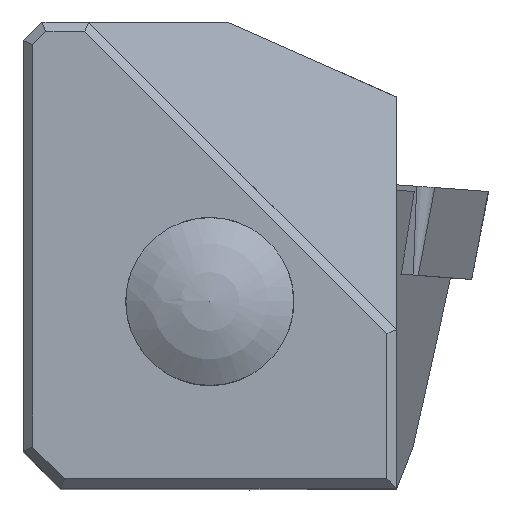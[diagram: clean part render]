
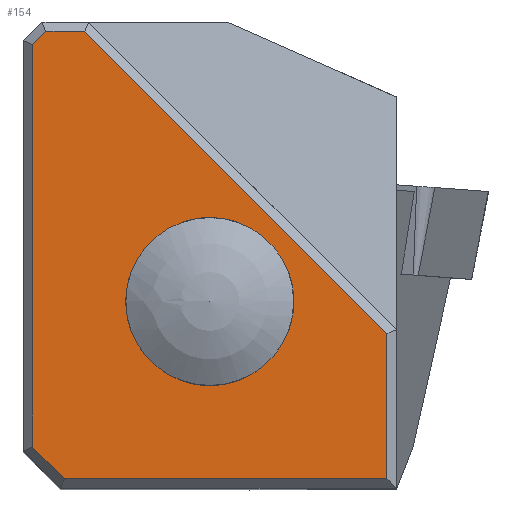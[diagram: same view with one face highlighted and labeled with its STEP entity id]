
A CAD part, top view. The second image highlights one B-rep face of the part: STEP entity #154.
In plain terms, the highlighted planar face has unit normal (0, 0, 1).
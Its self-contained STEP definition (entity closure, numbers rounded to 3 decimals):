
#87=CIRCLE('',#1085,2.1);
#106=FACE_BOUND('',#297,.T.);
#107=FACE_BOUND('',#298,.T.);
#154=ADVANCED_FACE('',(#106,#107),#212,.T.);
#212=PLANE('',#1086);
#297=EDGE_LOOP('',(#417,#418,#419,#420,#421,#422,#423));
#298=EDGE_LOOP('',(#424));
#417=ORIENTED_EDGE('',*,*,#777,.T.);
#418=ORIENTED_EDGE('',*,*,#778,.T.);
#419=ORIENTED_EDGE('',*,*,#779,.T.);
#420=ORIENTED_EDGE('',*,*,#780,.T.);
#421=ORIENTED_EDGE('',*,*,#781,.T.);
#422=ORIENTED_EDGE('',*,*,#782,.T.);
#423=ORIENTED_EDGE('',*,*,#783,.T.);
#424=ORIENTED_EDGE('',*,*,#784,.T.);
#679=VERTEX_POINT('',#1530);
#680=VERTEX_POINT('',#1531);
#681=VERTEX_POINT('',#1533);
#682=VERTEX_POINT('',#1535);
#683=VERTEX_POINT('',#1537);
#684=VERTEX_POINT('',#1539);
#685=VERTEX_POINT('',#1541);
#686=VERTEX_POINT('',#1544);
#777=EDGE_CURVE('',#679,#680,#909,.T.);
#778=EDGE_CURVE('',#680,#681,#910,.T.);
#779=EDGE_CURVE('',#681,#682,#911,.T.);
#780=EDGE_CURVE('',#682,#683,#912,.T.);
#781=EDGE_CURVE('',#683,#684,#913,.T.);
#782=EDGE_CURVE('',#684,#685,#914,.T.);
#783=EDGE_CURVE('',#685,#679,#915,.T.);
#784=EDGE_CURVE('',#686,#686,#87,.T.);
#909=LINE('',#1529,#1012);
#910=LINE('',#1532,#1013);
#911=LINE('',#1534,#1014);
#912=LINE('',#1536,#1015);
#913=LINE('',#1538,#1016);
#914=LINE('',#1540,#1017);
#915=LINE('',#1542,#1018);
#1012=VECTOR('',#1225,1.);
#1013=VECTOR('',#1226,1.);
#1014=VECTOR('',#1227,1.);
#1015=VECTOR('',#1228,1.);
#1016=VECTOR('',#1229,1.);
#1017=VECTOR('',#1230,1.);
#1018=VECTOR('',#1231,1.);
#1085=AXIS2_PLACEMENT_3D('',#1543,#1232,#1233);
#1086=AXIS2_PLACEMENT_3D('',#1545,#1234,#1235);
#1225=DIRECTION('',(0.707,-0.707,0.));
#1226=DIRECTION('',(1.,0.,0.));
#1227=DIRECTION('',(0.,1.,0.));
#1228=DIRECTION('',(-0.707,0.707,0.));
#1229=DIRECTION('',(-1.,0.,0.));
#1230=DIRECTION('',(-0.707,-0.707,0.));
#1231=DIRECTION('',(0.,-1.,0.));
#1232=DIRECTION('',(0.,0.,-1.));
#1233=DIRECTION('',(0.,1.,0.));
#1234=DIRECTION('',(0.,0.,1.));
#1235=DIRECTION('',(0.,-1.,0.));
#1529=CARTESIAN_POINT('',(-12.896,-4.396,0.));
#1530=CARTESIAN_POINT('',(-19.5,2.207,0.));
#1531=CARTESIAN_POINT('',(-17.793,0.5,0.));
#1532=CARTESIAN_POINT('',(0.,0.5,0.));
#1533=CARTESIAN_POINT('',(-0.5,0.5,0.));
#1534=CARTESIAN_POINT('',(-0.5,8.5,0.));
#1535=CARTESIAN_POINT('',(-0.5,8.293,0.));
#1536=CARTESIAN_POINT('',(-0.354,8.146,0.));
#1537=CARTESIAN_POINT('',(-16.707,24.5,0.));
#1538=CARTESIAN_POINT('',(0.,24.5,0.));
#1539=CARTESIAN_POINT('',(-18.793,24.5,0.));
#1540=CARTESIAN_POINT('',(-17.396,25.896,0.));
#1541=CARTESIAN_POINT('',(-19.5,23.793,0.));
#1542=CARTESIAN_POINT('',(-19.5,8.5,0.));
#1543=CARTESIAN_POINT('',(-10.,10.,0.));
#1544=CARTESIAN_POINT('',(-10.,12.1,0.));
#1545=CARTESIAN_POINT('',(0.,8.5,0.));
